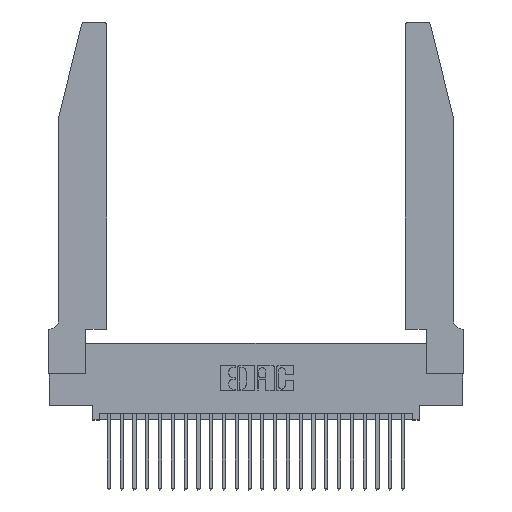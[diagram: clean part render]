
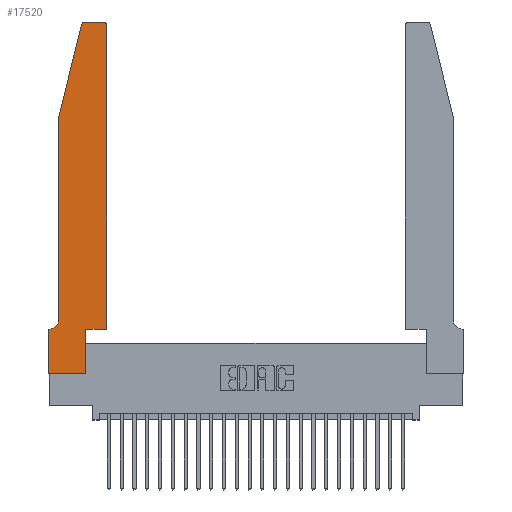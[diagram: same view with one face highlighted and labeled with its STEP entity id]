
A CAD part, top view. The second image highlights one B-rep face of the part: STEP entity #17520.
In plain terms, the highlighted planar face has unit normal (0, 0, 1).
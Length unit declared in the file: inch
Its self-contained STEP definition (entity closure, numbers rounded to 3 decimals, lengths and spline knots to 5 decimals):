
#281 = ORIENTED_EDGE ( 'NONE', *, *, #23593, .T. ) ;
#295 = VERTEX_POINT ( 'NONE', #476 ) ;
#476 = CARTESIAN_POINT ( 'NONE',  ( 0.0755, 0.42, 0.37 ) ) ;
#503 = DIRECTION ( 'NONE',  ( 0., 0., 1. ) ) ;
#659 = CARTESIAN_POINT ( 'NONE',  ( 0., 0.35, 0.37 ) ) ;
#1212 = EDGE_CURVE ( 'NONE', #7203, #12857, #11067, .T. ) ;
#1221 = LINE ( 'NONE', #11547, #22146 ) ;
#1255 = CARTESIAN_POINT ( 'NONE',  ( 0.4505, 0.35, 0.37 ) ) ;
#1526 = AXIS2_PLACEMENT_3D ( 'NONE', #6581, #20603, #8691 ) ;
#1687 = VERTEX_POINT ( 'NONE', #6230 ) ;
#1917 = VECTOR ( 'NONE', #7090, 39.37008 ) ;
#2134 = EDGE_CURVE ( 'NONE', #1687, #24164, #17599, .T. ) ;
#2894 = CARTESIAN_POINT ( 'NONE',  ( 0., 0.35, 0.37 ) ) ;
#3279 = DIRECTION ( 'NONE',  ( -1., 0., 0. ) ) ;
#3516 = LINE ( 'NONE', #11530, #24253 ) ;
#3660 = VERTEX_POINT ( 'NONE', #7425 ) ;
#4428 = LINE ( 'NONE', #21065, #19314 ) ;
#4878 = VECTOR ( 'NONE', #22476, 39.37008 ) ;
#5015 = DIRECTION ( 'NONE',  ( 1., 0., 0. ) ) ;
#5042 = CARTESIAN_POINT ( 'NONE',  ( 0.284, 2.75, 0.37 ) ) ;
#5279 = EDGE_CURVE ( 'NONE', #24164, #7203, #20218, .T. ) ;
#5661 = VECTOR ( 'NONE', #25216, 39.37008 ) ;
#6001 = EDGE_CURVE ( 'NONE', #25292, #17040, #24433, .T. ) ;
#6230 = CARTESIAN_POINT ( 'NONE',  ( 0.2865, 0., 0.37 ) ) ;
#6581 = CARTESIAN_POINT ( 'NONE',  ( 0.284, 2.72, 0.37 ) ) ;
#7090 = DIRECTION ( 'NONE',  ( 0., 1., 0. ) ) ;
#7203 = VERTEX_POINT ( 'NONE', #1255 ) ;
#7289 = DIRECTION ( 'NONE',  ( 1., 0., 0. ) ) ;
#7425 = CARTESIAN_POINT ( 'NONE',  ( 0.4205, 2.75, 0.37 ) ) ;
#7704 = DIRECTION ( 'NONE',  ( 0., 0., -1. ) ) ;
#7913 = EDGE_LOOP ( 'NONE', ( #21384, #13400, #17035, #17089, #16655, #9321, #14487, #281, #9132, #20163, #11526, #15898 ) ) ;
#8141 = VECTOR ( 'NONE', #7289, 39.37008 ) ;
#8691 = DIRECTION ( 'NONE',  ( 1., 0., 0. ) ) ;
#8721 = CARTESIAN_POINT ( 'NONE',  ( 0.4505, 0.35, 0.37 ) ) ;
#8907 = DIRECTION ( 'NONE',  ( 0., 1., 0. ) ) ;
#9018 = EDGE_CURVE ( 'NONE', #295, #25921, #23072, .T. ) ;
#9132 = ORIENTED_EDGE ( 'NONE', *, *, #2134, .T. ) ;
#9321 = ORIENTED_EDGE ( 'NONE', *, *, #10049, .T. ) ;
#9328 = CARTESIAN_POINT ( 'NONE',  ( 0.0055, 0.35, 0.37 ) ) ;
#9652 = CARTESIAN_POINT ( 'NONE',  ( 0.4505, 0.35, 0.37 ) ) ;
#10049 = EDGE_CURVE ( 'NONE', #25921, #12927, #3516, .T. ) ;
#10386 = LINE ( 'NONE', #20516, #4878 ) ;
#10603 = FACE_OUTER_BOUND ( 'NONE', #7913, .T. ) ;
#11067 = LINE ( 'NONE', #9652, #20997 ) ;
#11191 = DIRECTION ( 'NONE',  ( 0., -1., 0. ) ) ;
#11239 = CIRCLE ( 'NONE', #22709, 0.03 ) ;
#11254 = CARTESIAN_POINT ( 'NONE',  ( 0.2865, 0.35, 0.37 ) ) ;
#11526 = ORIENTED_EDGE ( 'NONE', *, *, #1212, .T. ) ;
#11530 = CARTESIAN_POINT ( 'NONE',  ( 0.0755, 0.35, 0.37 ) ) ;
#11547 = CARTESIAN_POINT ( 'NONE',  ( 0.2605, 2.75, 0.37 ) ) ;
#12505 = EDGE_CURVE ( 'NONE', #12927, #22264, #16508, .T. ) ;
#12857 = VERTEX_POINT ( 'NONE', #24236 ) ;
#12927 = VERTEX_POINT ( 'NONE', #659 ) ;
#12987 = CARTESIAN_POINT ( 'NONE',  ( 0.4205, 2.72, 0.37 ) ) ;
#13400 = ORIENTED_EDGE ( 'NONE', *, *, #6001, .T. ) ;
#13467 = CARTESIAN_POINT ( 'NONE',  ( 0., 0., 0.37 ) ) ;
#13471 = CARTESIAN_POINT ( 'NONE',  ( 0.0755, 2., 0.37 ) ) ;
#13587 = DIRECTION ( 'NONE',  ( -1., 0., 0. ) ) ;
#14487 = ORIENTED_EDGE ( 'NONE', *, *, #12505, .T. ) ;
#14805 = DIRECTION ( 'NONE',  ( 1., 0., 0. ) ) ;
#14992 = DIRECTION ( 'NONE',  ( 1., 0., 0. ) ) ;
#15229 = PLANE ( 'NONE',  #21555 ) ;
#15542 = CARTESIAN_POINT ( 'NONE',  ( 0.2865, 0.35, 0.37 ) ) ;
#15898 = ORIENTED_EDGE ( 'NONE', *, *, #18571, .T. ) ;
#16508 = LINE ( 'NONE', #13467, #5661 ) ;
#16655 = ORIENTED_EDGE ( 'NONE', *, *, #9018, .T. ) ;
#17035 = ORIENTED_EDGE ( 'NONE', *, *, #24582, .T. ) ;
#17040 = VERTEX_POINT ( 'NONE', #17499 ) ;
#17089 = ORIENTED_EDGE ( 'NONE', *, *, #18657, .T. ) ;
#17219 = DIRECTION ( 'NONE',  ( 0., 0., 1. ) ) ;
#17499 = CARTESIAN_POINT ( 'NONE',  ( 0.25487, 2.72718, 0.37 ) ) ;
#17520 = ADVANCED_FACE ( 'NONE', ( #10603 ), #15229, .T. ) ;
#17599 = LINE ( 'NONE', #15542, #1917 ) ;
#18571 = EDGE_CURVE ( 'NONE', #12857, #3660, #11239, .T. ) ;
#18657 = EDGE_CURVE ( 'NONE', #25939, #295, #4428, .T. ) ;
#18943 = CARTESIAN_POINT ( 'NONE',  ( 0., 0., 0.37 ) ) ;
#19277 = CARTESIAN_POINT ( 'NONE',  ( 0., 0., 0.37 ) ) ;
#19314 = VECTOR ( 'NONE', #11191, 39.37008 ) ;
#19675 = CARTESIAN_POINT ( 'NONE',  ( 0.0055, 0.42, 0.37 ) ) ;
#20163 = ORIENTED_EDGE ( 'NONE', *, *, #5279, .T. ) ;
#20218 = LINE ( 'NONE', #8721, #23538 ) ;
#20516 = CARTESIAN_POINT ( 'NONE',  ( 0.0755, 2., 0.37 ) ) ;
#20603 = DIRECTION ( 'NONE',  ( 0., 0., 1. ) ) ;
#20997 = VECTOR ( 'NONE', #8907, 39.37008 ) ;
#21065 = CARTESIAN_POINT ( 'NONE',  ( 0.0755, 2., 0.37 ) ) ;
#21384 = ORIENTED_EDGE ( 'NONE', *, *, #23683, .T. ) ;
#21555 = AXIS2_PLACEMENT_3D ( 'NONE', #2894, #17219, #5015 ) ;
#21649 = DIRECTION ( 'NONE',  ( -1., 0., 0. ) ) ;
#22146 = VECTOR ( 'NONE', #13587, 39.37008 ) ;
#22264 = VERTEX_POINT ( 'NONE', #18943 ) ;
#22476 = DIRECTION ( 'NONE',  ( -0.239, -0.971, 0. ) ) ;
#22709 = AXIS2_PLACEMENT_3D ( 'NONE', #12987, #503, #14992 ) ;
#23072 = CIRCLE ( 'NONE', #25845, 0.07 ) ;
#23538 = VECTOR ( 'NONE', #14805, 39.37008 ) ;
#23593 = EDGE_CURVE ( 'NONE', #22264, #1687, #23964, .T. ) ;
#23683 = EDGE_CURVE ( 'NONE', #3660, #25292, #1221, .T. ) ;
#23964 = LINE ( 'NONE', #19277, #8141 ) ;
#24164 = VERTEX_POINT ( 'NONE', #11254 ) ;
#24236 = CARTESIAN_POINT ( 'NONE',  ( 0.4505, 2.72, 0.37 ) ) ;
#24253 = VECTOR ( 'NONE', #3279, 39.37008 ) ;
#24433 = CIRCLE ( 'NONE', #1526, 0.03 ) ;
#24582 = EDGE_CURVE ( 'NONE', #17040, #25939, #10386, .T. ) ;
#25216 = DIRECTION ( 'NONE',  ( 0., -1., 0. ) ) ;
#25292 = VERTEX_POINT ( 'NONE', #5042 ) ;
#25845 = AXIS2_PLACEMENT_3D ( 'NONE', #19675, #7704, #21649 ) ;
#25921 = VERTEX_POINT ( 'NONE', #9328 ) ;
#25939 = VERTEX_POINT ( 'NONE', #13471 ) ;
